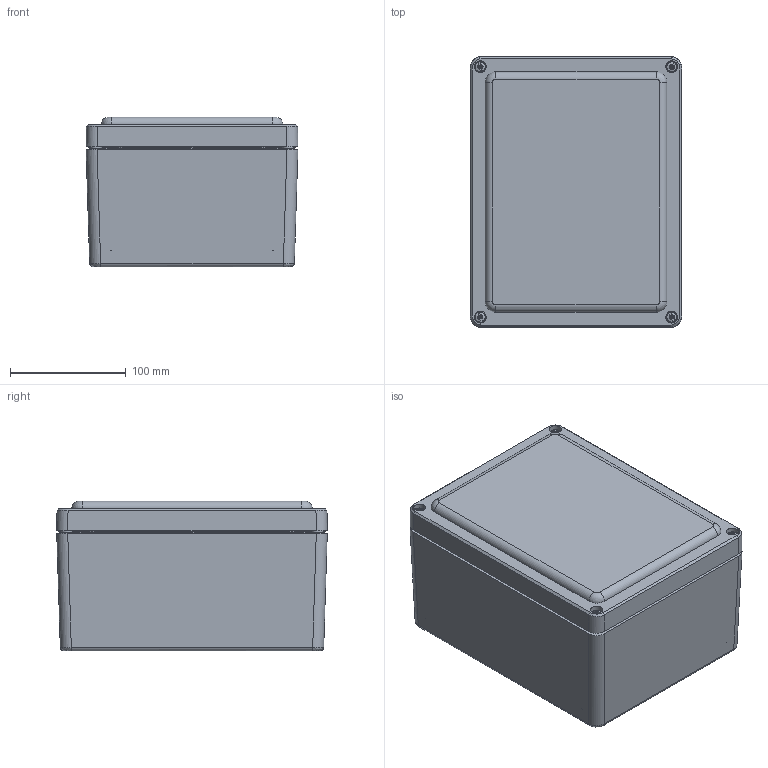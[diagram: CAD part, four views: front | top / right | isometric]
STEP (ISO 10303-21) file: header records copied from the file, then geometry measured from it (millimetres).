
FILE_DESCRIPTION (( 'STEP AP214' ), '1' );
FILE_NAME ('CE907W.STEP', '2018-11-08T21:32:10', ( '' ), ( '' ), 'SwSTEP 2.0', 'SolidWorks 2018', '' );
FILE_SCHEMA (( 'AUTOMOTIVE_DESIGN' ));
Length unit declared in the file: inch
Products named in the file (1): CE907W
Bounding box: 183.39 x 234.19 x 129.39 mm (x, y, z)
Volume: 936840.2 mm3; surface area: 418032.9 mm2
Topology: 23 solids, 23 shells, 1100 faces, 2732 edges, 1668 vertices
Faces by surface type: plane 436, cylinder 296, bspline 200, cone 156, torus 12
Full cylindrical faces by diameter (mm): 3.683 x4, 3.962 x4, 3.969 x4, 4.826 x4, 4.86 x4, 5.556 x4, 5.842 x4, 7.112 x4, 7.144 x16, 7.937 x2, 7.938 x2, 9.24 x4, 9.525 x4, 10.319 x4, 13.494 x8
Entity records: 56576 total; most frequent: CARTESIAN_POINT 17849, ORIENTED_EDGE 5140, DIRECTION 4658, EDGE_CURVE 2570, AXIS2_PLACEMENT_3D 1689, VERTEX_POINT 1644, LINE 1280, VECTOR 1280
